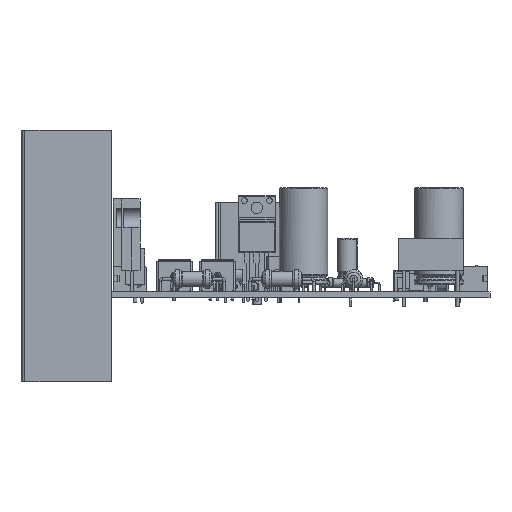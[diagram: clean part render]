
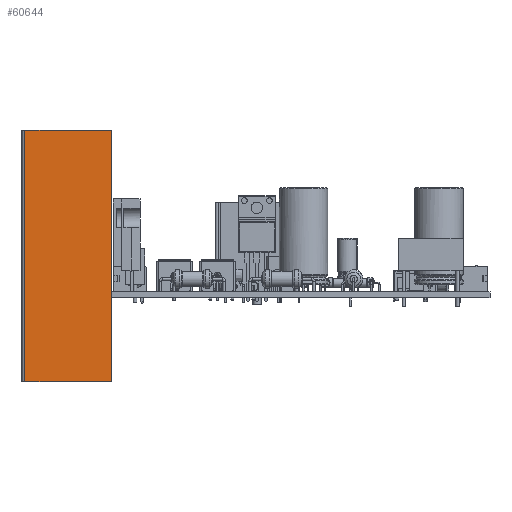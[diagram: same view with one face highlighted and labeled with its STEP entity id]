
A CAD part, left-side view. The second image highlights one B-rep face of the part: STEP entity #60644.
In plain terms, the highlighted planar face has unit normal (-1, 0, 0).
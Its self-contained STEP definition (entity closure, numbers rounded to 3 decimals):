
#60618 = VERTEX_POINT('',#60619);
#60619 = CARTESIAN_POINT('',(0.,0.,100.
    ));
#60625 = EDGE_CURVE('',#60626,#60618,#60628,.T.);
#60626 = VERTEX_POINT('',#60627);
#60627 = CARTESIAN_POINT('',(0.,0.,30.)
  );
#60628 = LINE('',#60629,#60630);
#60629 = CARTESIAN_POINT('',(0.,0.,30.)
  );
#60630 = VECTOR('',#60631,1.);
#60631 = DIRECTION('',(0.,0.,1.));
#60644 = ADVANCED_FACE('',(#60645),#60670,.T.);
#60645 = FACE_BOUND('',#60646,.T.);
#60646 = EDGE_LOOP('',(#60647,#60655,#60663,#60669));
#60647 = ORIENTED_EDGE('',*,*,#60648,.F.);
#60648 = EDGE_CURVE('',#60649,#60618,#60651,.T.);
#60649 = VERTEX_POINT('',#60650);
#60650 = CARTESIAN_POINT('',(0.,24.2,100.));
#60651 = LINE('',#60652,#60653);
#60652 = CARTESIAN_POINT('',(0.,24.2,100.));
#60653 = VECTOR('',#60654,1.);
#60654 = DIRECTION('',(0.,-1.,0.));
#60655 = ORIENTED_EDGE('',*,*,#60656,.F.);
#60656 = EDGE_CURVE('',#60657,#60649,#60659,.T.);
#60657 = VERTEX_POINT('',#60658);
#60658 = CARTESIAN_POINT('',(0.,24.2,30.));
#60659 = LINE('',#60660,#60661);
#60660 = CARTESIAN_POINT('',(0.,24.2,30.));
#60661 = VECTOR('',#60662,1.);
#60662 = DIRECTION('',(0.,0.,1.));
#60663 = ORIENTED_EDGE('',*,*,#60664,.T.);
#60664 = EDGE_CURVE('',#60657,#60626,#60665,.T.);
#60665 = LINE('',#60666,#60667);
#60666 = CARTESIAN_POINT('',(0.,24.2,30.));
#60667 = VECTOR('',#60668,1.);
#60668 = DIRECTION('',(0.,-1.,0.));
#60669 = ORIENTED_EDGE('',*,*,#60625,.T.);
#60670 = PLANE('',#60671);
#60671 = AXIS2_PLACEMENT_3D('',#60672,#60673,#60674);
#60672 = CARTESIAN_POINT('',(0.,24.2,30.));
#60673 = DIRECTION('',(-1.,0.,0.));
#60674 = DIRECTION('',(0.,-1.,0.));
